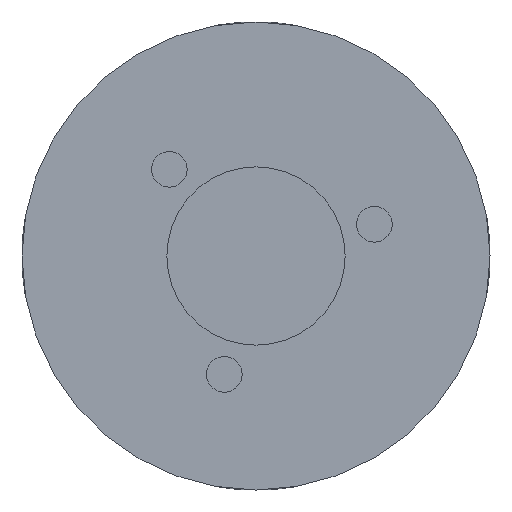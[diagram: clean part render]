
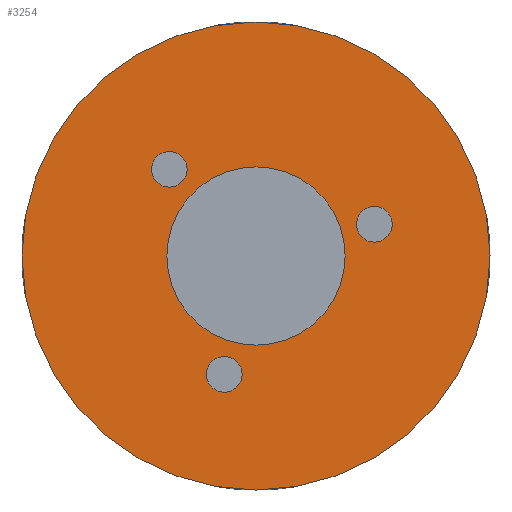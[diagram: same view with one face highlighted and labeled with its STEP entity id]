
A CAD part, left-side view. The second image highlights one B-rep face of the part: STEP entity #3254.
In plain terms, the highlighted planar face has unit normal (-1, 0, 0).
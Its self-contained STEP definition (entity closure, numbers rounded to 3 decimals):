
#182=FACE_BOUND('',#789,.T.);
#183=FACE_BOUND('',#790,.T.);
#184=FACE_BOUND('',#791,.T.);
#185=FACE_BOUND('',#792,.T.);
#616=FACE_OUTER_BOUND('',#788,.T.);
#788=EDGE_LOOP('',(#2045));
#789=EDGE_LOOP('',(#2046,#2047));
#790=EDGE_LOOP('',(#2048));
#791=EDGE_LOOP('',(#2049));
#792=EDGE_LOOP('',(#2050));
#985=CIRCLE('',#3448,1.6);
#986=CIRCLE('',#3450,1.6);
#987=CIRCLE('',#3452,1.6);
#988=CIRCLE('',#3454,21.);
#989=CIRCLE('',#3455,8.);
#990=CIRCLE('',#3456,8.);
#1199=VERTEX_POINT('',#4794);
#1200=VERTEX_POINT('',#4798);
#1201=VERTEX_POINT('',#4802);
#1202=VERTEX_POINT('',#4806);
#1203=VERTEX_POINT('',#4808);
#1204=VERTEX_POINT('',#4809);
#1543=EDGE_CURVE('',#1199,#1199,#985,.T.);
#1545=EDGE_CURVE('',#1200,#1200,#986,.T.);
#1547=EDGE_CURVE('',#1201,#1201,#987,.T.);
#1548=EDGE_CURVE('',#1202,#1202,#988,.T.);
#1549=EDGE_CURVE('',#1203,#1204,#989,.T.);
#1550=EDGE_CURVE('',#1204,#1203,#990,.T.);
#2045=ORIENTED_EDGE('',*,*,#1548,.T.);
#2046=ORIENTED_EDGE('',*,*,#1549,.T.);
#2047=ORIENTED_EDGE('',*,*,#1550,.T.);
#2048=ORIENTED_EDGE('',*,*,#1543,.T.);
#2049=ORIENTED_EDGE('',*,*,#1545,.T.);
#2050=ORIENTED_EDGE('',*,*,#1547,.T.);
#3015=PLANE('',#3453);
#3254=ADVANCED_FACE('',(#616,#182,#183,#184,#185),#3015,.F.);
#3448=AXIS2_PLACEMENT_3D('',#4796,#3846,#3847);
#3450=AXIS2_PLACEMENT_3D('',#4800,#3851,#3852);
#3452=AXIS2_PLACEMENT_3D('',#4804,#3856,#3857);
#3453=AXIS2_PLACEMENT_3D('',#4805,#3858,#3859);
#3454=AXIS2_PLACEMENT_3D('',#4807,#3860,#3861);
#3455=AXIS2_PLACEMENT_3D('',#4810,#3862,#3863);
#3456=AXIS2_PLACEMENT_3D('',#4811,#3864,#3865);
#3846=DIRECTION('center_axis',(1.,0.,0.));
#3847=DIRECTION('ref_axis',(0.,0.,-1.));
#3851=DIRECTION('center_axis',(1.,0.,0.));
#3852=DIRECTION('ref_axis',(0.,0.,-1.));
#3856=DIRECTION('center_axis',(1.,0.,0.));
#3857=DIRECTION('ref_axis',(0.,0.,-1.));
#3858=DIRECTION('center_axis',(1.,0.,0.));
#3859=DIRECTION('ref_axis',(0.,0.,-1.));
#3860=DIRECTION('center_axis',(-1.,0.,0.));
#3861=DIRECTION('ref_axis',(0.,-1.,0.));
#3862=DIRECTION('center_axis',(1.,0.,0.));
#3863=DIRECTION('ref_axis',(0.,0.,-1.));
#3864=DIRECTION('center_axis',(1.,0.,0.));
#3865=DIRECTION('ref_axis',(0.,0.,-1.));
#4794=CARTESIAN_POINT('',(-23.7,2.847,-9.025));
#4796=CARTESIAN_POINT('Origin',(-23.7,2.847,-10.625));
#4798=CARTESIAN_POINT('',(-23.7,7.778,9.378));
#4800=CARTESIAN_POINT('Origin',(-23.7,7.778,7.778));
#4802=CARTESIAN_POINT('',(-23.7,-10.625,4.447));
#4804=CARTESIAN_POINT('Origin',(-23.7,-10.625,2.847));
#4805=CARTESIAN_POINT('Origin',(-23.7,0.,0.));
#4806=CARTESIAN_POINT('',(-23.7,21.,0.));
#4807=CARTESIAN_POINT('Origin',(-23.7,0.,0.));
#4808=CARTESIAN_POINT('',(-23.7,8.,0.));
#4809=CARTESIAN_POINT('',(-23.7,-8.,0.));
#4810=CARTESIAN_POINT('Origin',(-23.7,0.,0.));
#4811=CARTESIAN_POINT('Origin',(-23.7,0.,0.));
